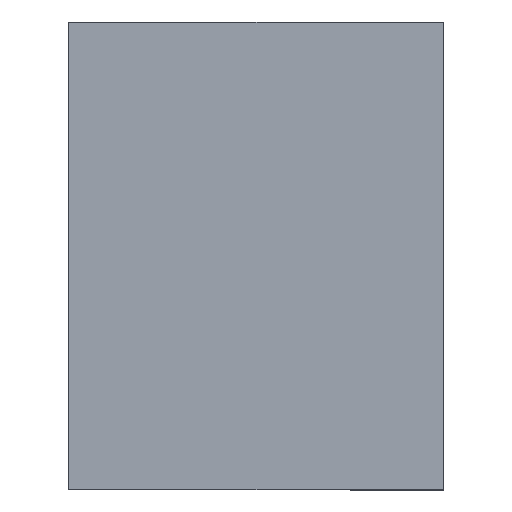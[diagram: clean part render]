
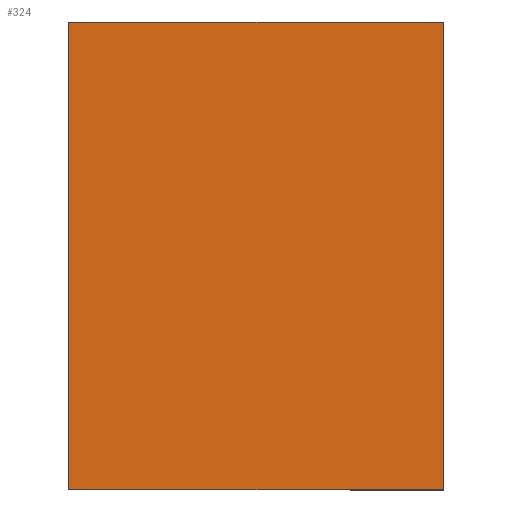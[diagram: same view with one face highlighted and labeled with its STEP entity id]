
A CAD part, left-side view. The second image highlights one B-rep face of the part: STEP entity #324.
In plain terms, the highlighted planar face has unit normal (-1, 0, 0).
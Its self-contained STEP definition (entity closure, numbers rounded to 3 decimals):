
#47=LINE('',#560,#68);
#48=LINE('',#563,#69);
#49=LINE('',#565,#70);
#50=LINE('',#566,#71);
#68=VECTOR('',#469,10.);
#69=VECTOR('',#472,10.);
#70=VECTOR('',#473,10.);
#71=VECTOR('',#474,10.);
#99=FACE_OUTER_BOUND('',#123,.T.);
#123=EDGE_LOOP('',(#272,#273,#274,#275));
#176=VERTEX_POINT('',#556);
#177=VERTEX_POINT('',#558);
#178=VERTEX_POINT('',#562);
#179=VERTEX_POINT('',#564);
#213=EDGE_CURVE('',#176,#177,#47,.T.);
#214=EDGE_CURVE('',#176,#178,#48,.T.);
#215=EDGE_CURVE('',#179,#177,#49,.T.);
#216=EDGE_CURVE('',#178,#179,#50,.T.);
#272=ORIENTED_EDGE('',*,*,#214,.F.);
#273=ORIENTED_EDGE('',*,*,#213,.T.);
#274=ORIENTED_EDGE('',*,*,#215,.F.);
#275=ORIENTED_EDGE('',*,*,#216,.F.);
#304=PLANE('',#377);
#324=ADVANCED_FACE('',(#99),#304,.T.);
#377=AXIS2_PLACEMENT_3D('',#561,#470,#471);
#469=DIRECTION('',(0.,-1.,0.));
#470=DIRECTION('center_axis',(-1.,0.,0.));
#471=DIRECTION('ref_axis',(0.,0.,-1.));
#472=DIRECTION('',(0.,0.,1.));
#473=DIRECTION('',(0.,0.,-1.));
#474=DIRECTION('',(0.,-1.,0.));
#556=CARTESIAN_POINT('',(42.5,0.,17.5));
#558=CARTESIAN_POINT('',(42.5,-20.,17.5));
#560=CARTESIAN_POINT('',(42.5,0.,17.5));
#561=CARTESIAN_POINT('Origin',(42.5,0.,42.5));
#562=CARTESIAN_POINT('',(42.5,0.,42.5));
#563=CARTESIAN_POINT('',(42.5,0.,17.5));
#564=CARTESIAN_POINT('',(42.5,-20.,42.5));
#565=CARTESIAN_POINT('',(42.5,-20.,17.5));
#566=CARTESIAN_POINT('',(42.5,0.,42.5));
